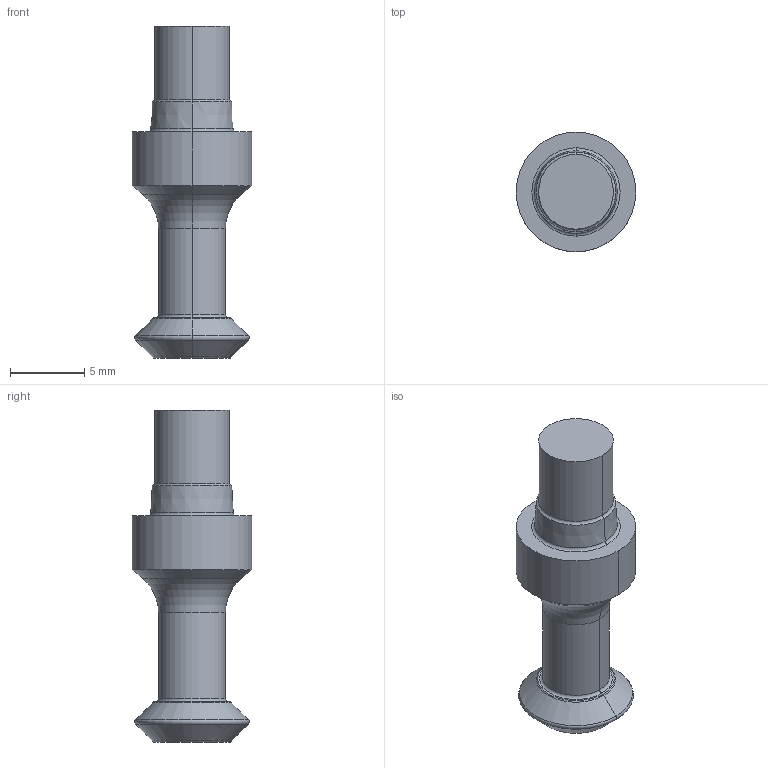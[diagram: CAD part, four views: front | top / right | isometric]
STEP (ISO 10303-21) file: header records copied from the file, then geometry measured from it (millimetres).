
FILE_DESCRIPTION((''),'2;1');
FILE_NAME('17N07727TQRK12','2015-11-20T',('thielmann'),(''),'PRO/ENGINEER BY PARAMETRIC TECHNOLOGY CORPORATION, 2011490','PRO/ENGINEER BY PARAMETRIC TECHNOLOGY CORPORATION, 2011490','');
FILE_SCHEMA(('AUTOMOTIVE_DESIGN { 1 2 10303 214 0 1 1 1 }'));
Length unit declared in the file: millimetre
Products named in the file (3): NOCUT; CUT; 17N07727TQRK12
Assembly tree (2 placements, depth 2):
  17N07727TQRK12
    NOCUT
    CUT
Bounding box: 8.03 x 8.03 x 22.3 mm (x, y, z)
Volume: 590.8 mm3; surface area: 586.7 mm2
Topology: 2 solids, 2 shells, 36 faces, 72 edges, 42 vertices
Faces by surface type: cylinder 10, torus 10, bspline 6, cone 6, plane 4
Entity records: 1472 total; most frequent: CARTESIAN_POINT 257, DIRECTION 214, ORIENTED_EDGE 140, AXIS2_PLACEMENT_3D 98, PRESENTATION_STYLE_ASSIGNMENT 79, STYLED_ITEM 79, CURVE_STYLE 77, EDGE_CURVE 70
